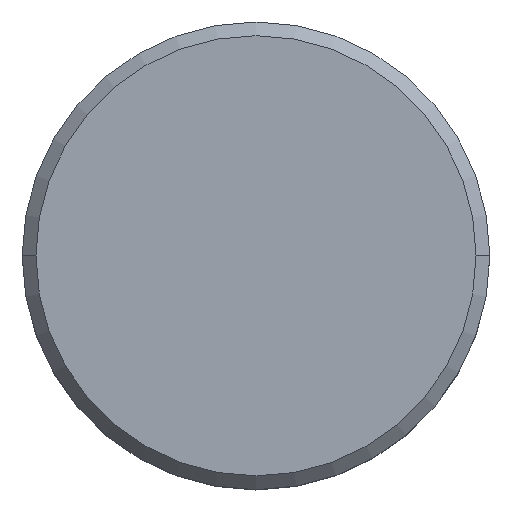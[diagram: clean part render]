
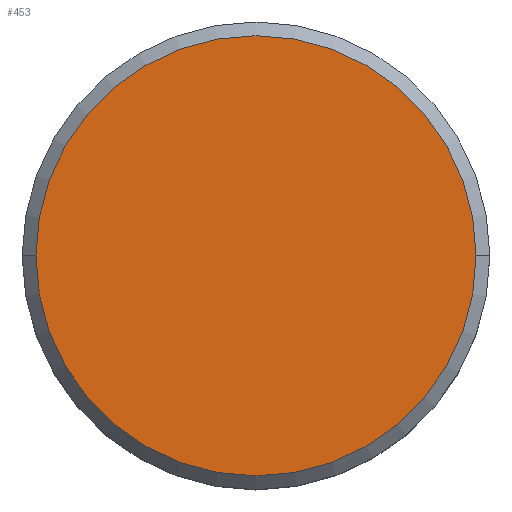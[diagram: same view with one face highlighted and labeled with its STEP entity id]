
A CAD part, top view. The second image highlights one B-rep face of the part: STEP entity #453.
In plain terms, the highlighted planar face has unit normal (0, 0, 1).
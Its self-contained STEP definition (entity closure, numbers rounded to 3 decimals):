
#37 = ORIENTED_EDGE ( 'NONE', *, *, #402, .T. ) ;
#48 = CARTESIAN_POINT ( 'NONE',  ( 0., 0., 0. ) ) ;
#143 = AXIS2_PLACEMENT_3D ( 'NONE', #149, #533, #250 ) ;
#148 = DIRECTION ( 'NONE',  ( 1., 0., 0. ) ) ;
#149 = CARTESIAN_POINT ( 'NONE',  ( 0., 0., 0. ) ) ;
#154 = DIRECTION ( 'NONE',  ( 0., 0., 1. ) ) ;
#227 = FACE_OUTER_BOUND ( 'NONE', #306, .T. ) ;
#238 = ORIENTED_EDGE ( 'NONE', *, *, #482, .T. ) ;
#250 = DIRECTION ( 'NONE',  ( 1., 0., 0. ) ) ;
#256 = AXIS2_PLACEMENT_3D ( 'NONE', #383, #154, #148 ) ;
#269 = CIRCLE ( 'NONE', #373, 8. ) ;
#276 = VERTEX_POINT ( 'NONE', #442 ) ;
#292 = DIRECTION ( 'NONE',  ( 1., 0., 0. ) ) ;
#306 = EDGE_LOOP ( 'NONE', ( #238, #37 ) ) ;
#373 = AXIS2_PLACEMENT_3D ( 'NONE', #48, #528, #292 ) ;
#383 = CARTESIAN_POINT ( 'NONE',  ( 0., 0., 0. ) ) ;
#402 = EDGE_CURVE ( 'NONE', #431, #276, #269, .T. ) ;
#431 = VERTEX_POINT ( 'NONE', #571 ) ;
#440 = PLANE ( 'NONE',  #256 ) ;
#442 = CARTESIAN_POINT ( 'NONE',  ( -8., 0., 0. ) ) ;
#447 = CIRCLE ( 'NONE', #143, 8. ) ;
#453 = ADVANCED_FACE ( 'NONE', ( #227 ), #440, .T. ) ;
#482 = EDGE_CURVE ( 'NONE', #276, #431, #447, .T. ) ;
#528 = DIRECTION ( 'NONE',  ( 0., 0., 1. ) ) ;
#533 = DIRECTION ( 'NONE',  ( 0., 0., 1. ) ) ;
#571 = CARTESIAN_POINT ( 'NONE',  ( 8., 0., 0. ) ) ;
